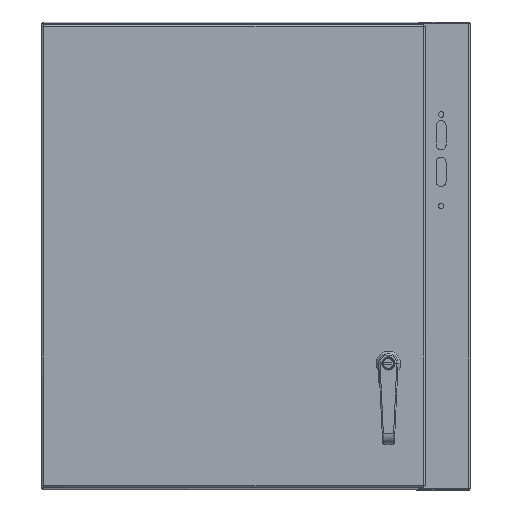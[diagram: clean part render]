
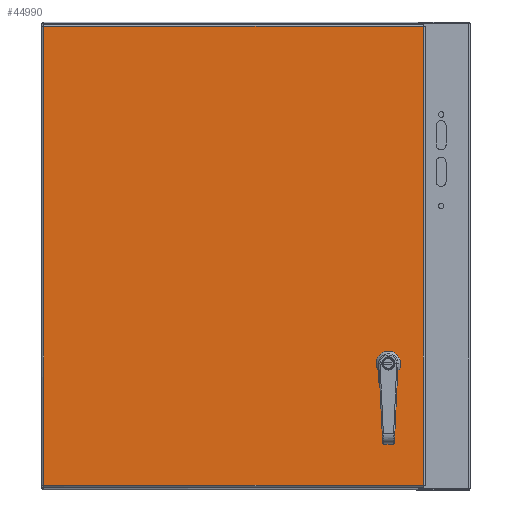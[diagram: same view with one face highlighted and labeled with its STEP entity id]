
A CAD part, top view. The second image highlights one B-rep face of the part: STEP entity #44990.
In plain terms, the highlighted face is planar.
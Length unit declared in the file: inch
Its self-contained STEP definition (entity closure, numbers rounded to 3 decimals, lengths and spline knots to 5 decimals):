
#43664=CARTESIAN_POINT('',(2.11262,6.745,0.0));
#43665=VERTEX_POINT('',#43664);
#43672=CARTESIAN_POINT('',(2.3,6.55762,0.0));
#43673=VERTEX_POINT('',#43672);
#43674=CARTESIAN_POINT('',(1.9,6.345,0.0));
#43675=DIRECTION('',(0.0,0.0,1.0));
#43676=DIRECTION('',(-0.469,-0.883,0.0));
#43677=AXIS2_PLACEMENT_3D('',#43674,#43675,#43676);
#43678=CIRCLE('',#43677,0.453);
#43679=EDGE_CURVE('',#43673,#43665,#43678,.T.);
#43704=CARTESIAN_POINT('',(2.3,6.13238,0.0));
#43705=VERTEX_POINT('',#43704);
#43706=CARTESIAN_POINT('',(2.3,6.13238,0.0));
#43707=DIRECTION('',(0.0,1.0,0.0));
#43708=VECTOR('',#43707,0.42525);
#43709=LINE('',#43706,#43708);
#43710=EDGE_CURVE('',#43705,#43673,#43709,.T.);
#43736=CARTESIAN_POINT('',(2.11262,5.945,0.0));
#43737=VERTEX_POINT('',#43736);
#43738=CARTESIAN_POINT('',(1.9,6.345,0.0));
#43739=DIRECTION('',(0.0,0.0,1.0));
#43740=DIRECTION('',(-0.883,0.469,0.0));
#43741=AXIS2_PLACEMENT_3D('',#43738,#43739,#43740);
#43742=CIRCLE('',#43741,0.453);
#43743=EDGE_CURVE('',#43737,#43705,#43742,.T.);
#43768=CARTESIAN_POINT('',(1.68738,5.945,0.0));
#43769=VERTEX_POINT('',#43768);
#43770=CARTESIAN_POINT('',(1.68738,5.945,0.0));
#43771=DIRECTION('',(1.0,0.0,0.0));
#43772=VECTOR('',#43771,0.42525);
#43773=LINE('',#43770,#43772);
#43774=EDGE_CURVE('',#43769,#43737,#43773,.T.);
#43800=CARTESIAN_POINT('',(1.5,6.13238,0.0));
#43801=VERTEX_POINT('',#43800);
#43802=CARTESIAN_POINT('',(1.9,6.345,0.0));
#43803=DIRECTION('',(0.0,0.0,1.0));
#43804=DIRECTION('',(0.469,0.883,0.0));
#43805=AXIS2_PLACEMENT_3D('',#43802,#43803,#43804);
#43806=CIRCLE('',#43805,0.453);
#43807=EDGE_CURVE('',#43801,#43769,#43806,.T.);
#43832=CARTESIAN_POINT('',(1.5,6.55762,0.0));
#43833=VERTEX_POINT('',#43832);
#43834=CARTESIAN_POINT('',(1.5,6.55762,0.0));
#43835=DIRECTION('',(0.0,-1.0,0.0));
#43836=VECTOR('',#43835,0.42525);
#43837=LINE('',#43834,#43836);
#43838=EDGE_CURVE('',#43833,#43801,#43837,.T.);
#43864=CARTESIAN_POINT('',(1.68738,6.745,0.0));
#43865=VERTEX_POINT('',#43864);
#43866=CARTESIAN_POINT('',(1.9,6.345,0.0));
#43867=DIRECTION('',(0.0,0.0,1.0));
#43868=DIRECTION('',(0.883,-0.469,0.0));
#43869=AXIS2_PLACEMENT_3D('',#43866,#43867,#43868);
#43870=CIRCLE('',#43869,0.453);
#43871=EDGE_CURVE('',#43865,#43833,#43870,.T.);
#43894=CARTESIAN_POINT('',(2.11262,6.745,0.0));
#43895=DIRECTION('',(-1.0,0.0,0.0));
#43896=VECTOR('',#43895,0.42525);
#43897=LINE('',#43894,#43896);
#43898=EDGE_CURVE('',#43665,#43865,#43897,.T.);
#43966=CARTESIAN_POINT('',(19.58225,0.10525,0.));
#43967=VERTEX_POINT('',#43966);
#43978=CARTESIAN_POINT('',(19.58225,23.64475,0.));
#43979=VERTEX_POINT('',#43978);
#43980=CARTESIAN_POINT('',(19.58225,23.64475,0.0));
#43981=DIRECTION('',(0.0,-1.0,0.0));
#43982=VECTOR('',#43981,23.5395);
#43983=LINE('',#43980,#43982);
#43984=EDGE_CURVE('',#43979,#43967,#43983,.T.);
#44168=CARTESIAN_POINT('',(0.10525,0.10525,0.));
#44169=VERTEX_POINT('',#44168);
#44180=CARTESIAN_POINT('',(19.58225,0.10525,0.0));
#44181=DIRECTION('',(-1.0,0.0,0.0));
#44182=VECTOR('',#44181,19.477);
#44183=LINE('',#44180,#44182);
#44184=EDGE_CURVE('',#43967,#44169,#44183,.T.);
#44445=CARTESIAN_POINT('',(0.10525,23.64475,0.));
#44446=VERTEX_POINT('',#44445);
#44457=CARTESIAN_POINT('',(0.10525,0.10525,0.0));
#44458=DIRECTION('',(0.0,1.0,0.0));
#44459=VECTOR('',#44458,23.5395);
#44460=LINE('',#44457,#44459);
#44461=EDGE_CURVE('',#44169,#44446,#44460,.T.);
#44726=CARTESIAN_POINT('',(0.10525,23.64475,0.0));
#44727=DIRECTION('',(1.0,0.0,0.0));
#44728=VECTOR('',#44727,19.477);
#44729=LINE('',#44726,#44728);
#44730=EDGE_CURVE('',#44446,#43979,#44729,.T.);
#44969=CARTESIAN_POINT('',(9.84375,11.875,0.0));
#44970=DIRECTION('',(0.0,0.0,1.0));
#44971=DIRECTION('',(1.0,0.0,0.0));
#44972=AXIS2_PLACEMENT_3D('',#44969,#44970,#44971);
#44973=PLANE('',#44972);
#44974=ORIENTED_EDGE('',*,*,#43984,.T.);
#44975=ORIENTED_EDGE('',*,*,#44184,.T.);
#44976=ORIENTED_EDGE('',*,*,#44461,.T.);
#44977=ORIENTED_EDGE('',*,*,#44730,.T.);
#44978=EDGE_LOOP('',(#44974,#44975,#44976,#44977));
#44979=FACE_OUTER_BOUND('',#44978,.T.);
#44980=ORIENTED_EDGE('',*,*,#43679,.T.);
#44981=ORIENTED_EDGE('',*,*,#43898,.T.);
#44982=ORIENTED_EDGE('',*,*,#43871,.T.);
#44983=ORIENTED_EDGE('',*,*,#43838,.T.);
#44984=ORIENTED_EDGE('',*,*,#43807,.T.);
#44985=ORIENTED_EDGE('',*,*,#43774,.T.);
#44986=ORIENTED_EDGE('',*,*,#43743,.T.);
#44987=ORIENTED_EDGE('',*,*,#43710,.T.);
#44988=EDGE_LOOP('',(#44980,#44981,#44982,#44983,#44984,#44985,#44986,#44987));
#44989=FACE_BOUND('',#44988,.T.);
#44990=ADVANCED_FACE('',(#44979,#44989),#44973,.F.);
